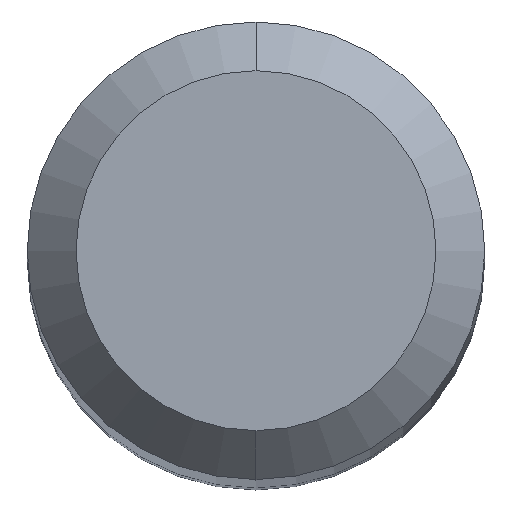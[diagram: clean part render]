
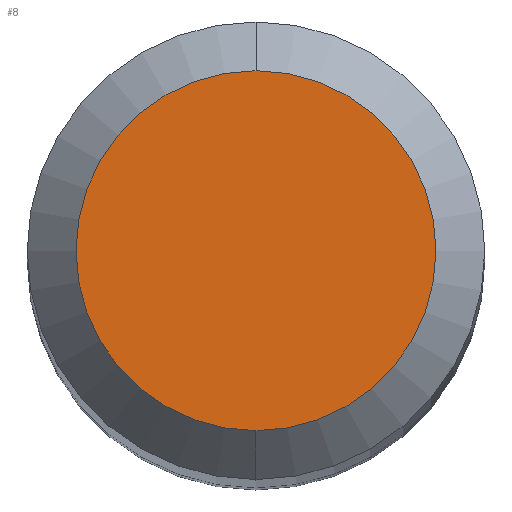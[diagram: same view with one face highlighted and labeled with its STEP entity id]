
A CAD part, top view. The second image highlights one B-rep face of the part: STEP entity #8.
In plain terms, the highlighted planar face has unit normal (0, 0, 1).
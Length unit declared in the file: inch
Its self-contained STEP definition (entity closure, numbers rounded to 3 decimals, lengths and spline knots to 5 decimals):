
#8 = ADVANCED_FACE ( 'NONE', ( #148 ), #206, .F. ) ;
#13 = EDGE_LOOP ( 'NONE', ( #301, #216 ) ) ;
#45 = VERTEX_POINT ( 'NONE', #305 ) ;
#73 = DIRECTION ( 'NONE',  ( 0., 0., -1. ) ) ;
#121 = DIRECTION ( 'NONE',  ( 0., -1., 0. ) ) ;
#135 = EDGE_CURVE ( 'NONE', #317, #45, #160, .T. ) ;
#148 = FACE_OUTER_BOUND ( 'NONE', #13, .T. ) ;
#149 = EDGE_CURVE ( 'NONE', #45, #317, #205, .T. ) ;
#160 = CIRCLE ( 'NONE', #392, 0.07375 ) ;
#186 = AXIS2_PLACEMENT_3D ( 'NONE', #250, #345, #223 ) ;
#205 = CIRCLE ( 'NONE', #186, 0.07375 ) ;
#206 = PLANE ( 'NONE',  #369 ) ;
#209 = DIRECTION ( 'NONE',  ( 0., 1., 0. ) ) ;
#213 = DIRECTION ( 'NONE',  ( 0., 0., 1. ) ) ;
#216 = ORIENTED_EDGE ( 'NONE', *, *, #135, .T. ) ;
#223 = DIRECTION ( 'NONE',  ( 0., -1., 0. ) ) ;
#250 = CARTESIAN_POINT ( 'NONE',  ( 0., 0., 0. ) ) ;
#261 = CARTESIAN_POINT ( 'NONE',  ( 0., -0.07375, 0. ) ) ;
#301 = ORIENTED_EDGE ( 'NONE', *, *, #149, .T. ) ;
#305 = CARTESIAN_POINT ( 'NONE',  ( 0., 0.07375, 0. ) ) ;
#317 = VERTEX_POINT ( 'NONE', #261 ) ;
#322 = CARTESIAN_POINT ( 'NONE',  ( 0., 0., 0. ) ) ;
#345 = DIRECTION ( 'NONE',  ( 0., 0., 1. ) ) ;
#347 = CARTESIAN_POINT ( 'NONE',  ( 0., 0.07375, 0. ) ) ;
#369 = AXIS2_PLACEMENT_3D ( 'NONE', #347, #73, #209 ) ;
#392 = AXIS2_PLACEMENT_3D ( 'NONE', #322, #213, #121 ) ;
